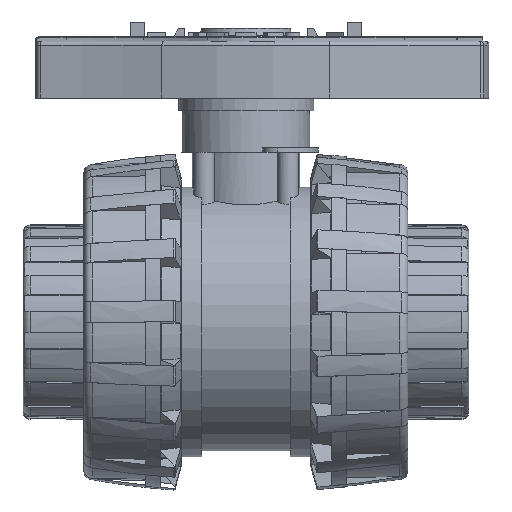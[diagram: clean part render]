
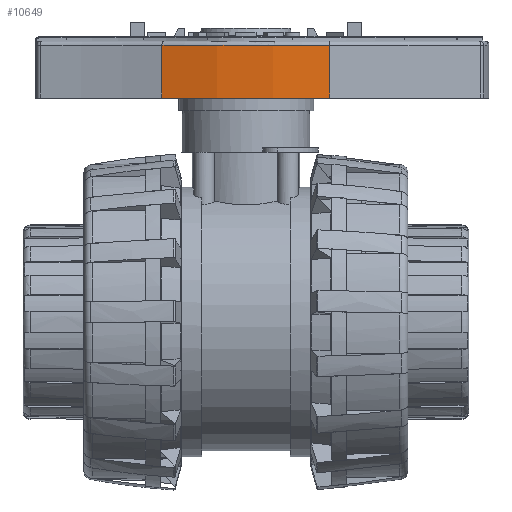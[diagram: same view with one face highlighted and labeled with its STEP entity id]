
A CAD part, front view. The second image highlights one B-rep face of the part: STEP entity #10649.
In plain terms, the highlighted cylindrical face has radius 164.5 mm (diameter 329 mm), a partial arc.
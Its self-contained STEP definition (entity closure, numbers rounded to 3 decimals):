
#1257=LINE($,#21022,#1906);
#1263=LINE($,#21095,#1912);
#1906=VECTOR($,#13829,25.);
#1912=VECTOR($,#13873,25.);
#2242=CYLINDRICAL_SURFACE($,#11599,164.5);
#2700=FACE_OUTER_BOUND($,#3334,.T.);
#3334=EDGE_LOOP($,(#9050,#9051,#9052,#9053));
#3793=CIRCLE($,#11334,164.5);
#3893=CIRCLE($,#11594,164.5);
#4597=VERTEX_POINT($,#19597);
#4598=VERTEX_POINT($,#19599);
#4836=VERTEX_POINT($,#21021);
#4838=VERTEX_POINT($,#21065);
#5916=EDGE_CURVE($,#4597,#4598,#3793,.T.);
#6286=EDGE_CURVE($,#4598,#4836,#1257,.T.);
#6299=EDGE_CURVE($,#4836,#4838,#3893,.T.);
#6301=EDGE_CURVE($,#4597,#4838,#1263,.T.);
#9050=ORIENTED_EDGE($,*,*,#6299,.F.);
#9051=ORIENTED_EDGE($,*,*,#6286,.F.);
#9052=ORIENTED_EDGE($,*,*,#5916,.F.);
#9053=ORIENTED_EDGE($,*,*,#6301,.T.);
#10649=ADVANCED_FACE($,(#2700),#2242,.T.);
#11334=AXIS2_PLACEMENT_3D($,#19600,#13089,#13090);
#11594=AXIS2_PLACEMENT_3D($,#21089,#13862,#13863);
#11599=AXIS2_PLACEMENT_3D($,#21096,#13874,#13875);
#13089=DIRECTION('center_axis',(0.,0.,-1.));
#13090=DIRECTION('ref_axis',(0.07,0.998,0.));
#13829=DIRECTION($,(0.,0.,1.));
#13862=DIRECTION('center_axis',(0.,0.,1.));
#13863=DIRECTION('ref_axis',(0.07,0.998,0.));
#13873=DIRECTION($,(0.,0.,1.));
#13874=DIRECTION('center_axis',(0.,0.,1.));
#13875=DIRECTION('ref_axis',(0.07,0.998,0.));
#19597=CARTESIAN_POINT('',(1951.861,1570.862,154.731));
#19599=CARTESIAN_POINT('',(2031.193,1565.33,154.731));
#19600=CARTESIAN_POINT('Origin',(1980.423,1408.861,154.731));
#21021=CARTESIAN_POINT('',(2031.193,1565.33,179.731));
#21022=CARTESIAN_POINT($,(2031.193,1565.33,154.731));
#21065=CARTESIAN_POINT('',(1951.861,1570.862,179.731));
#21089=CARTESIAN_POINT('Origin',(1980.423,1408.861,179.731));
#21095=CARTESIAN_POINT($,(1951.861,1570.862,154.731));
#21096=CARTESIAN_POINT('Origin',(1980.423,1408.861,154.731));
